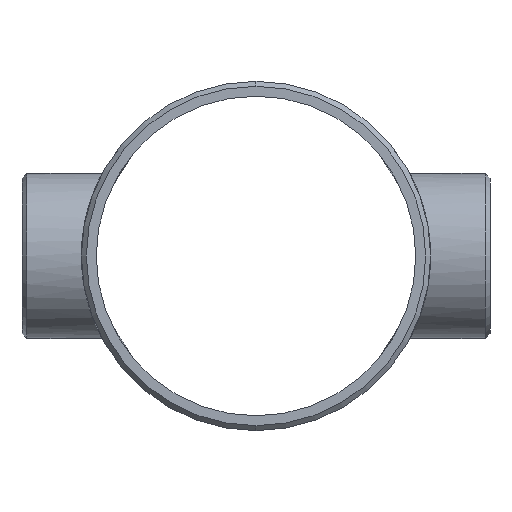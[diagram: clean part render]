
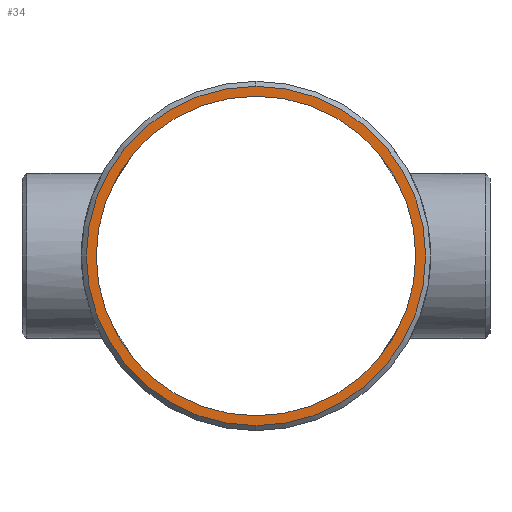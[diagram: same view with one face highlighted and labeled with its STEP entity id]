
A CAD part, left-side view. The second image highlights one B-rep face of the part: STEP entity #34.
In plain terms, the highlighted planar face has unit normal (-1, 0, 0).
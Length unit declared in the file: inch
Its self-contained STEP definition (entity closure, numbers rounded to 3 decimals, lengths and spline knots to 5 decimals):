
#34 = ADVANCED_FACE ( 'NONE', ( #1221, #58 ), #729, .T. ) ;
#40 = CARTESIAN_POINT ( 'NONE',  ( -11., 0., 0. ) ) ;
#57 = CARTESIAN_POINT ( 'NONE',  ( -11., 0., -6.802 ) ) ;
#58 = FACE_BOUND ( 'NONE', #1007, .T. ) ;
#192 = DIRECTION ( 'NONE',  ( 0., 0., -1. ) ) ;
#200 = AXIS2_PLACEMENT_3D ( 'NONE', #867, #569, #988 ) ;
#233 = EDGE_LOOP ( 'NONE', ( #857, #238 ) ) ;
#238 = ORIENTED_EDGE ( 'NONE', *, *, #1197, .T. ) ;
#292 = VERTEX_POINT ( 'NONE', #845 ) ;
#346 = ORIENTED_EDGE ( 'NONE', *, *, #485, .T. ) ;
#429 = ORIENTED_EDGE ( 'NONE', *, *, #682, .T. ) ;
#474 = DIRECTION ( 'NONE',  ( 1., 0., 0. ) ) ;
#485 = EDGE_CURVE ( 'NONE', #292, #1361, #784, .T. ) ;
#493 = AXIS2_PLACEMENT_3D ( 'NONE', #40, #474, #1131 ) ;
#549 = CIRCLE ( 'NONE', #493, 6.406 ) ;
#569 = DIRECTION ( 'NONE',  ( -1., 0., 0. ) ) ;
#590 = DIRECTION ( 'NONE',  ( -1., 0., 0. ) ) ;
#607 = CIRCLE ( 'NONE', #1386, 6.802 ) ;
#648 = AXIS2_PLACEMENT_3D ( 'NONE', #1055, #590, #192 ) ;
#682 = EDGE_CURVE ( 'NONE', #1361, #292, #549, .T. ) ;
#717 = DIRECTION ( 'NONE',  ( 1., 0., 0. ) ) ;
#729 = PLANE ( 'NONE',  #648 ) ;
#760 = CARTESIAN_POINT ( 'NONE',  ( -11., 0., 6.406 ) ) ;
#765 = VERTEX_POINT ( 'NONE', #57 ) ;
#784 = CIRCLE ( 'NONE', #970, 6.406 ) ;
#845 = CARTESIAN_POINT ( 'NONE',  ( -11., 0., -6.406 ) ) ;
#857 = ORIENTED_EDGE ( 'NONE', *, *, #1095, .T. ) ;
#866 = VERTEX_POINT ( 'NONE', #1126 ) ;
#867 = CARTESIAN_POINT ( 'NONE',  ( -11., 0., 0. ) ) ;
#894 = DIRECTION ( 'NONE',  ( -1., 0., 0. ) ) ;
#895 = CIRCLE ( 'NONE', #200, 6.802 ) ;
#970 = AXIS2_PLACEMENT_3D ( 'NONE', #1120, #717, #1230 ) ;
#988 = DIRECTION ( 'NONE',  ( 0., 0., 1. ) ) ;
#1007 = EDGE_LOOP ( 'NONE', ( #429, #346 ) ) ;
#1055 = CARTESIAN_POINT ( 'NONE',  ( -11., 0., 0. ) ) ;
#1095 = EDGE_CURVE ( 'NONE', #765, #866, #895, .T. ) ;
#1120 = CARTESIAN_POINT ( 'NONE',  ( -11., 0., 0. ) ) ;
#1126 = CARTESIAN_POINT ( 'NONE',  ( -11., 0., 6.802 ) ) ;
#1131 = DIRECTION ( 'NONE',  ( 0., 0., 1. ) ) ;
#1192 = CARTESIAN_POINT ( 'NONE',  ( -11., 0., 0. ) ) ;
#1197 = EDGE_CURVE ( 'NONE', #866, #765, #607, .T. ) ;
#1221 = FACE_OUTER_BOUND ( 'NONE', #233, .T. ) ;
#1230 = DIRECTION ( 'NONE',  ( 0., 0., 1. ) ) ;
#1308 = DIRECTION ( 'NONE',  ( 0., 0., 1. ) ) ;
#1361 = VERTEX_POINT ( 'NONE', #760 ) ;
#1386 = AXIS2_PLACEMENT_3D ( 'NONE', #1192, #894, #1308 ) ;
